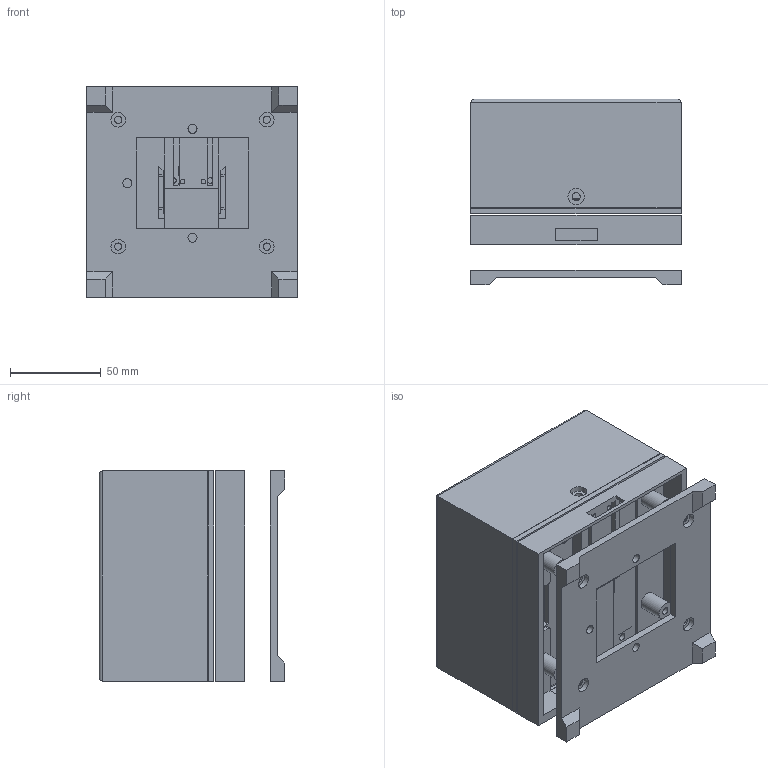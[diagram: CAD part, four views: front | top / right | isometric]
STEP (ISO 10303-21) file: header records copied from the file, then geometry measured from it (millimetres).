
FILE_DESCRIPTION(/* description */ (''),/* implementation_level */ '2;1');
FILE_NAME(/* name */ 'single_sensor v13.step',/* time_stamp */ '2023-09-17T00:42:41+02:00',/* author */ (''),/* organization */ (''),/* preprocessor_version */ 'ST-DEVELOPER v20',/* originating_system */ 'Autodesk Translation Framework v12.9.0.99',/* authorisation */ '');
FILE_SCHEMA (('AUTOMOTIVE_DESIGN { 1 0 10303 214 3 1 1 }'));
Length unit declared in the file: millimetre
Products named in the file (2): single_sensor; cover
Assembly tree (1 placements, depth 2):
  single_sensor
    cover
Bounding box: 116 x 102.4 x 116.07 mm (x, y, z)
Volume: 340907.8 mm3; surface area: 193839.3 mm2
Topology: 6 solids, 6 shells, 432 faces, 1148 edges, 747 vertices
Faces by surface type: plane 311, cylinder 103, cone 18
Full cylindrical faces by diameter (mm): 2.5 x4, 3 x6, 4 x27, 4.5 x6, 5 x3, 6 x4, 7 x4, 8 x4, 9 x1, 10 x10
Entity records: 13604 total; most frequent: CARTESIAN_POINT 2360, ORIENTED_EDGE 2296, DIRECTION 2225, EDGE_CURVE 1148, LINE 911, VECTOR 911, VERTEX_POINT 747, AXIS2_PLACEMENT_3D 657
